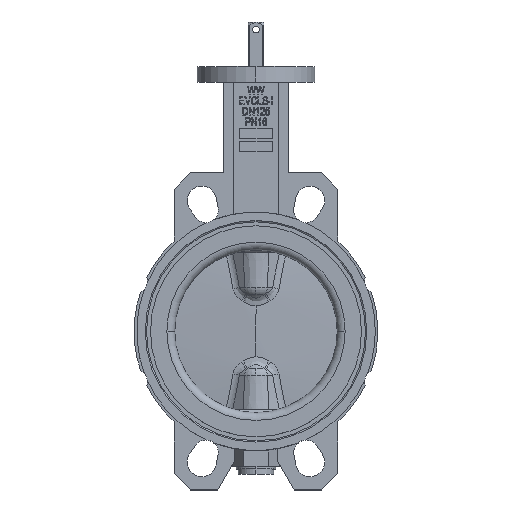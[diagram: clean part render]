
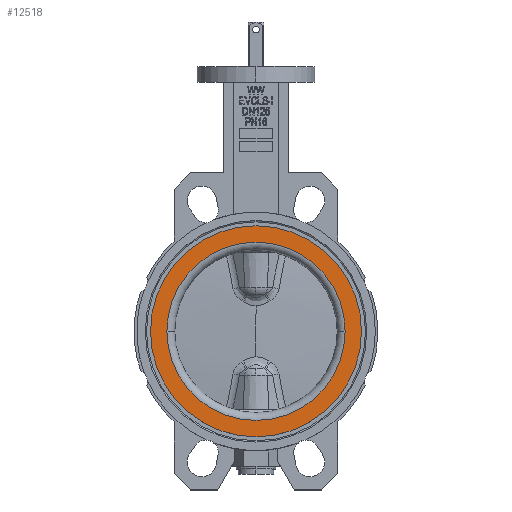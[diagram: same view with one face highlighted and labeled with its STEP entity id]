
A CAD part, top view. The second image highlights one B-rep face of the part: STEP entity #12518.
In plain terms, the highlighted planar face has unit normal (0, 0, 1).
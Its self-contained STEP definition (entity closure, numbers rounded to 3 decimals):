
#236 = AXIS2_PLACEMENT_3D ( 'NONE', #5311, #23562, #19633 ) ;
#989 = DIRECTION ( 'NONE',  ( 0., 0., 1. ) ) ;
#1596 = EDGE_CURVE ( 'NONE', #6660, #1663, #6821, .T. ) ;
#1615 = AXIS2_PLACEMENT_3D ( 'NONE', #15735, #10208, #19015 ) ;
#1663 = VERTEX_POINT ( 'NONE', #5222 ) ;
#1884 = EDGE_CURVE ( 'NONE', #14964, #21468, #3286, .T. ) ;
#3214 = FACE_OUTER_BOUND ( 'NONE', #17372, .T. ) ;
#3286 = CIRCLE ( 'NONE', #1615, 68. ) ;
#4509 = CARTESIAN_POINT ( 'NONE',  ( 80.5, 0., 29. ) ) ;
#4605 = DIRECTION ( 'NONE',  ( 1., 0., 0. ) ) ;
#4951 = DIRECTION ( 'NONE',  ( 1., 0., 0. ) ) ;
#5222 = CARTESIAN_POINT ( 'NONE',  ( -80.5, 0., 29. ) ) ;
#5311 = CARTESIAN_POINT ( 'NONE',  ( 0., 0., 29. ) ) ;
#5387 = AXIS2_PLACEMENT_3D ( 'NONE', #13305, #989, #4951 ) ;
#5436 = AXIS2_PLACEMENT_3D ( 'NONE', #12947, #25379, #23106 ) ;
#6560 = CIRCLE ( 'NONE', #10823, 80.5 ) ;
#6660 = VERTEX_POINT ( 'NONE', #4509 ) ;
#6821 = CIRCLE ( 'NONE', #5387, 80.5 ) ;
#10208 = DIRECTION ( 'NONE',  ( 0., 0., 1. ) ) ;
#10815 = ORIENTED_EDGE ( 'NONE', *, *, #1596, .T. ) ;
#10823 = AXIS2_PLACEMENT_3D ( 'NONE', #25046, #16728, #4605 ) ;
#12224 = CIRCLE ( 'NONE', #236, 68. ) ;
#12518 = ADVANCED_FACE ( 'NONE', ( #16307, #3214 ), #17049, .F. ) ;
#12947 = CARTESIAN_POINT ( 'NONE',  ( 0., 68., 29. ) ) ;
#13305 = CARTESIAN_POINT ( 'NONE',  ( 0., 0., 29. ) ) ;
#14964 = VERTEX_POINT ( 'NONE', #22354 ) ;
#15269 = ORIENTED_EDGE ( 'NONE', *, *, #1884, .F. ) ;
#15735 = CARTESIAN_POINT ( 'NONE',  ( 0., 0., 29. ) ) ;
#16307 = FACE_BOUND ( 'NONE', #20933, .T. ) ;
#16728 = DIRECTION ( 'NONE',  ( 0., 0., 1. ) ) ;
#17049 = PLANE ( 'NONE',  #5436 ) ;
#17372 = EDGE_LOOP ( 'NONE', ( #10815, #25427 ) ) ;
#19015 = DIRECTION ( 'NONE',  ( 1., 0., 0. ) ) ;
#19633 = DIRECTION ( 'NONE',  ( 1., 0., 0. ) ) ;
#20933 = EDGE_LOOP ( 'NONE', ( #15269, #24087 ) ) ;
#21468 = VERTEX_POINT ( 'NONE', #22256 ) ;
#21615 = EDGE_CURVE ( 'NONE', #21468, #14964, #12224, .T. ) ;
#22256 = CARTESIAN_POINT ( 'NONE',  ( -68., 0., 29. ) ) ;
#22354 = CARTESIAN_POINT ( 'NONE',  ( 68., 0., 29. ) ) ;
#23106 = DIRECTION ( 'NONE',  ( -1., 0., 0. ) ) ;
#23562 = DIRECTION ( 'NONE',  ( 0., 0., 1. ) ) ;
#24087 = ORIENTED_EDGE ( 'NONE', *, *, #21615, .F. ) ;
#25046 = CARTESIAN_POINT ( 'NONE',  ( 0., 0., 29. ) ) ;
#25379 = DIRECTION ( 'NONE',  ( 0., 0., -1. ) ) ;
#25427 = ORIENTED_EDGE ( 'NONE', *, *, #25525, .T. ) ;
#25525 = EDGE_CURVE ( 'NONE', #1663, #6660, #6560, .T. ) ;
